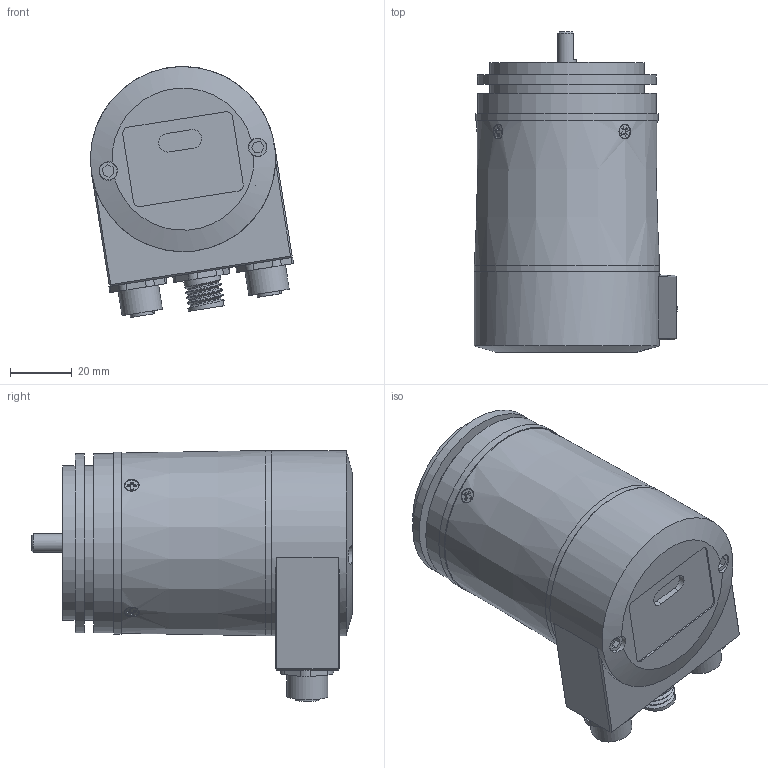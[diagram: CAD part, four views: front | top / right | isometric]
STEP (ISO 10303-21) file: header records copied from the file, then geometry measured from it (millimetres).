
FILE_DESCRIPTION (( 'STEP AP214' ), '1' );
FILE_NAME ('PNMM58B6-BF6XTR-4096-8192ND.STEP', '2024-03-15T06:12:25', ( '' ), ( '' ), 'SwSTEP 2.0', 'SolidWorks 2023', '' );
FILE_SCHEMA (( 'AUTOMOTIVE_DESIGN' ));
Length unit declared in the file: millimetre
Products named in the file (1): PNMM58B6-BF6XTR-4096-8192ND
Bounding box: 65.86 x 103.8 x 81.29 mm (x, y, z)
Volume: 116114.1 mm3; surface area: 70329.5 mm2
Topology: 18 solids, 18 shells, 552 faces, 1314 edges, 867 vertices
Faces by surface type: plane 293, cylinder 225, cone 27, bspline 7
Full cylindrical faces by diameter (mm): 0.8 x4, 1.2 x8, 2.05 x10, 2.5 x6, 2.532 x4, 3 x2, 3.26 x4, 3.3 x6, 3.5 x5, 5.7 x2, 6 x3, 8 x2, 9 x1, 10 x5, 10.5 x2, 12 x12, 13.125 x1, 13.3 x2, 13.391 x1, 14 x3, 20 x3, 22 x2, 22.897 x1, 22.952 x1, 23 x3, 26 x3, 50 x2, 54 x1, 54.9 x2, 56.4 x1
Entity records: 23484 total; most frequent: CARTESIAN_POINT 5003, DIRECTION 2618, ORIENTED_EDGE 2226, EDGE_CURVE 1113, AXIS2_PLACEMENT_3D 1006, EDGE_LOOP 814, VERTEX_POINT 813, FACE_OUTER_BOUND 664
